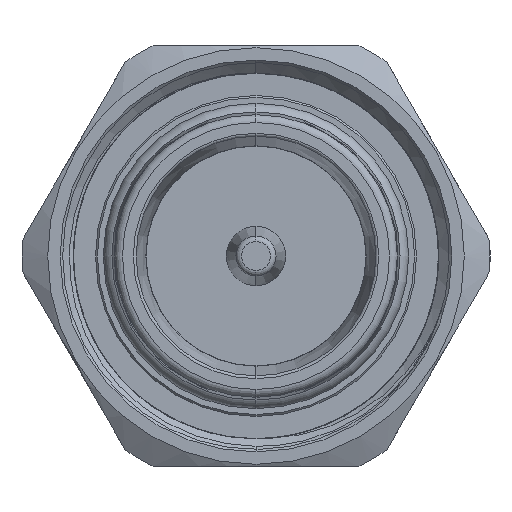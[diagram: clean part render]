
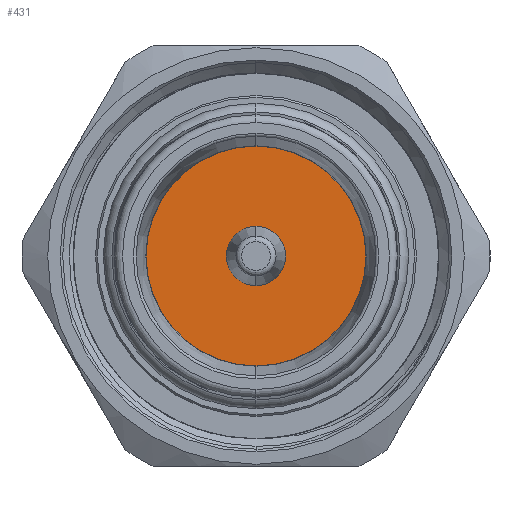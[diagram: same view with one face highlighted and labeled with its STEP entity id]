
A CAD part, left-side view. The second image highlights one B-rep face of the part: STEP entity #431.
In plain terms, the highlighted planar face has unit normal (-1, 0, 0).
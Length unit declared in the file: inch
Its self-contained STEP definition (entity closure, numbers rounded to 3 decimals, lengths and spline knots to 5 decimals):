
#18 = CIRCLE ( 'NONE', #1009, 0.06103 ) ;
#19 = CARTESIAN_POINT ( 'NONE',  ( 0.19087, 0., 0.06103 ) ) ;
#81 = VERTEX_POINT ( 'NONE', #295 ) ;
#165 = ORIENTED_EDGE ( 'NONE', *, *, #946, .T. ) ;
#295 = CARTESIAN_POINT ( 'NONE',  ( 0.19087, 0., -0.06103 ) ) ;
#365 = ORIENTED_EDGE ( 'NONE', *, *, #2166, .F. ) ;
#403 = FACE_OUTER_BOUND ( 'NONE', #3259, .T. ) ;
#431 = ADVANCED_FACE ( 'NONE', ( #1367, #403 ), #2337, .T. ) ;
#462 = DIRECTION ( 'NONE',  ( -1., 0., 0. ) ) ;
#545 = AXIS2_PLACEMENT_3D ( 'NONE', #2194, #5014, #3511 ) ;
#946 = EDGE_CURVE ( 'NONE', #3576, #5593, #991, .T. ) ;
#991 = CIRCLE ( 'NONE', #2485, 0.22639 ) ;
#1009 = AXIS2_PLACEMENT_3D ( 'NONE', #4833, #1650, #3519 ) ;
#1315 = AXIS2_PLACEMENT_3D ( 'NONE', #5068, #462, #1776 ) ;
#1327 = CARTESIAN_POINT ( 'NONE',  ( 0.19087, 0., 0.22639 ) ) ;
#1367 = FACE_BOUND ( 'NONE', #3464, .T. ) ;
#1650 = DIRECTION ( 'NONE',  ( -1., 0., 0. ) ) ;
#1776 = DIRECTION ( 'NONE',  ( 0., 0., 1. ) ) ;
#1917 = CARTESIAN_POINT ( 'NONE',  ( 0.19087, 0., 0. ) ) ;
#2166 = EDGE_CURVE ( 'NONE', #81, #5093, #5337, .T. ) ;
#2194 = CARTESIAN_POINT ( 'NONE',  ( 0.19087, 0., 0. ) ) ;
#2337 = PLANE ( 'NONE',  #5830 ) ;
#2485 = AXIS2_PLACEMENT_3D ( 'NONE', #3360, #4297, #5232 ) ;
#2945 = CARTESIAN_POINT ( 'NONE',  ( 0.19087, 0., -0.22639 ) ) ;
#3259 = EDGE_LOOP ( 'NONE', ( #165, #5392 ) ) ;
#3301 = CIRCLE ( 'NONE', #545, 0.22639 ) ;
#3360 = CARTESIAN_POINT ( 'NONE',  ( 0.19087, 0., 0. ) ) ;
#3464 = EDGE_LOOP ( 'NONE', ( #5470, #365 ) ) ;
#3511 = DIRECTION ( 'NONE',  ( 0., 0., 1. ) ) ;
#3519 = DIRECTION ( 'NONE',  ( 0., 0., 1. ) ) ;
#3533 = EDGE_CURVE ( 'NONE', #5593, #3576, #3301, .T. ) ;
#3576 = VERTEX_POINT ( 'NONE', #1327 ) ;
#3782 = DIRECTION ( 'NONE',  ( -1., 0., 0. ) ) ;
#4297 = DIRECTION ( 'NONE',  ( -1., 0., 0. ) ) ;
#4805 = EDGE_CURVE ( 'NONE', #5093, #81, #18, .T. ) ;
#4833 = CARTESIAN_POINT ( 'NONE',  ( 0.19087, 0., 0. ) ) ;
#5014 = DIRECTION ( 'NONE',  ( -1., 0., 0. ) ) ;
#5068 = CARTESIAN_POINT ( 'NONE',  ( 0.19087, 0., 0. ) ) ;
#5093 = VERTEX_POINT ( 'NONE', #19 ) ;
#5232 = DIRECTION ( 'NONE',  ( 0., 0., 1. ) ) ;
#5337 = CIRCLE ( 'NONE', #1315, 0.06103 ) ;
#5392 = ORIENTED_EDGE ( 'NONE', *, *, #3533, .T. ) ;
#5470 = ORIENTED_EDGE ( 'NONE', *, *, #4805, .F. ) ;
#5593 = VERTEX_POINT ( 'NONE', #2945 ) ;
#5606 = DIRECTION ( 'NONE',  ( 0., 0., 1. ) ) ;
#5830 = AXIS2_PLACEMENT_3D ( 'NONE', #1917, #3782, #5606 ) ;
